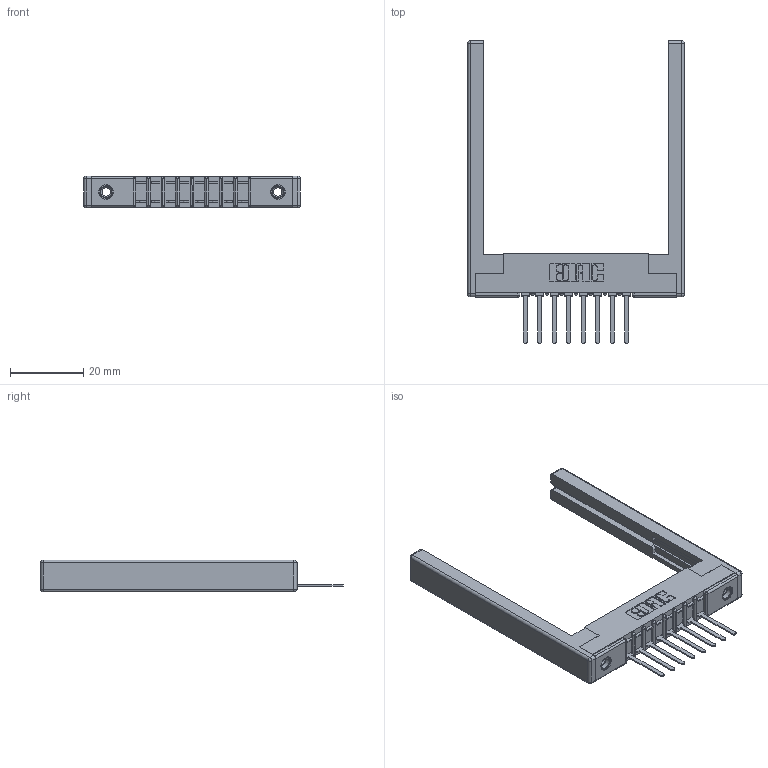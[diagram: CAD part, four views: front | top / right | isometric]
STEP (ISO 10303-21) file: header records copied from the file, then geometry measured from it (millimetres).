
FILE_DESCRIPTION (( 'STEP AP203' ), '1' );
FILE_NAME ('307-008-441-168.STEP', '2020-09-25T04:15:05', ( '' ), ( '' ), 'SwSTEP 2.0', 'SolidWorks 2020', '' );
FILE_SCHEMA (( 'CONFIG_CONTROL_DESIGN' ));
Length unit declared in the file: inch
Products named in the file (5): 307-220-068; 307 Part_.156 Dia Mounting Holes; 345-250-001_345-250-001-102; 307-290-002_541; 307-008-441-168
Assembly tree (13 placements, depth 2):
  307-008-441-168
    307 Part_.156 Dia Mounting Holes
    307-290-002_541  x8
    307-220-068  x2
    345-250-001_345-250-001-102  x2
Bounding box: 59.13 x 82.55 x 8.71 mm (x, y, z)
Volume: 8477.8 mm3; surface area: 10506.4 mm2
Topology: 13 solids, 13 shells, 873 faces, 2569 edges, 1666 vertices
Faces by surface type: plane 518, cylinder 313, sphere 26, cone 12, torus 4
Entity records: 14527 total; most frequent: CARTESIAN_POINT 2409, ORIENTED_EDGE 2388, DIRECTION 2374, EDGE_CURVE 1194, LINE 896, VECTOR 896, VERTEX_POINT 774, AXIS2_PLACEMENT_3D 739
